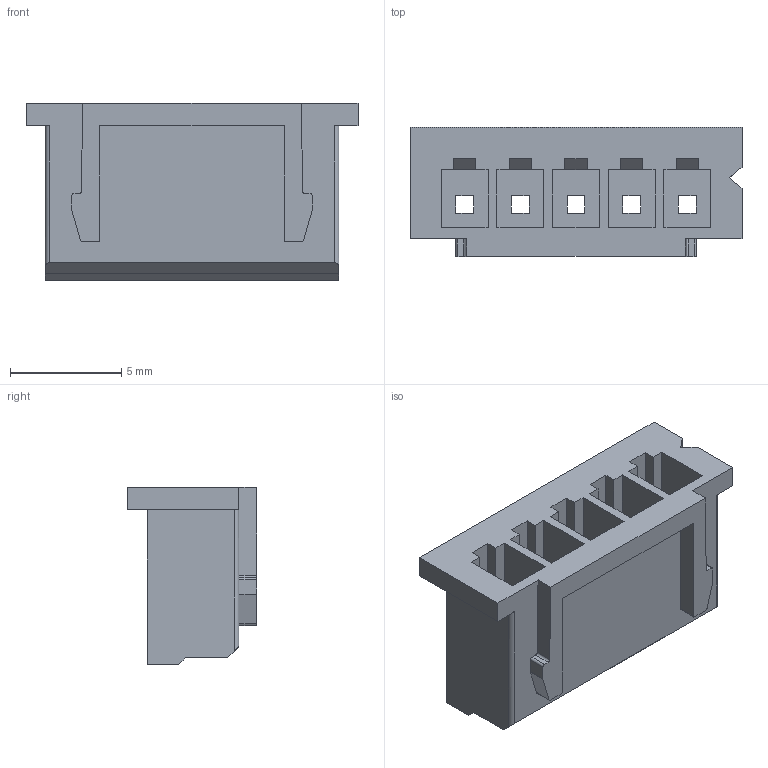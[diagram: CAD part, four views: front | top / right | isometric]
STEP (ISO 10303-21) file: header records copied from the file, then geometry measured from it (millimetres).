
FILE_DESCRIPTION((''),'2;1');
FILE_NAME('HG25001','2018-08-16T',('gongcheng6'),(''),'PRO/ENGINEER BY PARAMETRIC TECHNOLOGY CORPORATION, 2010280','PRO/ENGINEER BY PARAMETRIC TECHNOLOGY CORPORATION, 2010280','');
FILE_SCHEMA(('CONFIG_CONTROL_DESIGN'));
Length unit declared in the file: millimetre
Products named in the file (1): HG25001
Bounding box: 14.91 x 5.8 x 7.95 mm (x, y, z)
Volume: 221.7 mm3; surface area: 817.9 mm2
Topology: 1 solids, 1 shells, 147 faces, 420 edges, 270 vertices
Faces by surface type: plane 135, cylinder 12
Entity records: 4758 total; most frequent: CARTESIAN_POINT 845, ORIENTED_EDGE 840, DIRECTION 734, EDGE_CURVE 420, VECTOR 396, LINE 396, VERTEX_POINT 270, AXIS2_PLACEMENT_3D 169
